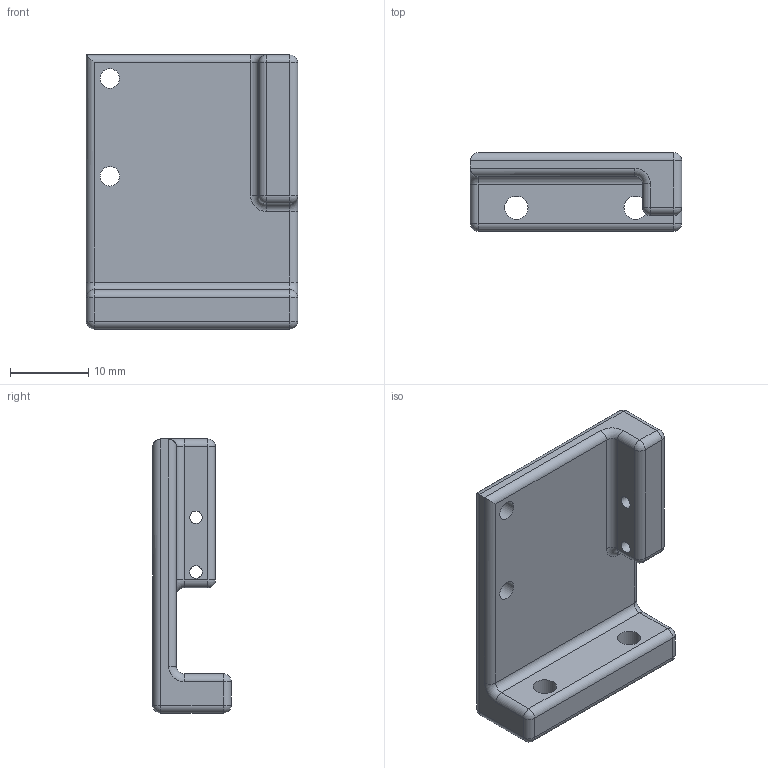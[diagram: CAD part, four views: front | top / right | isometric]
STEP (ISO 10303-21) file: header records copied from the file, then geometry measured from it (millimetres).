
FILE_DESCRIPTION(/* description */ (''),/* implementation_level */ '2;1');
FILE_NAME(/* name */ 'camholder x1.step',/* time_stamp */ '2022-05-05T21:51:36+02:00',/* author */ (''),/* organization */ (''),/* preprocessor_version */ 'ST-DEVELOPER v18.1',/* originating_system */ 'Autodesk Translation Framework v10.14.0.1471',/* authorisation */ '');
FILE_SCHEMA (('AUTOMOTIVE_DESIGN { 1 0 10303 214 3 1 1 }'));
Length unit declared in the file: millimetre
Products named in the file (1): FusionComponent
Bounding box: 27 x 10 x 35 mm (x, y, z)
Volume: 4041.9 mm3; surface area: 2958.8 mm2
Topology: 1 solids, 1 shells, 63 faces, 132 edges, 73 vertices
Faces by surface type: cylinder 34, plane 13, sphere 11, torus 5
Full cylindrical faces by diameter (mm): 1.6 x2, 2.5 x4, 3 x2
Entity records: 1721 total; most frequent: DIRECTION 331, CARTESIAN_POINT 269, ORIENTED_EDGE 264, AXIS2_PLACEMENT_3D 135, EDGE_CURVE 132, EDGE_LOOP 77, VERTEX_POINT 73, CIRCLE 69
